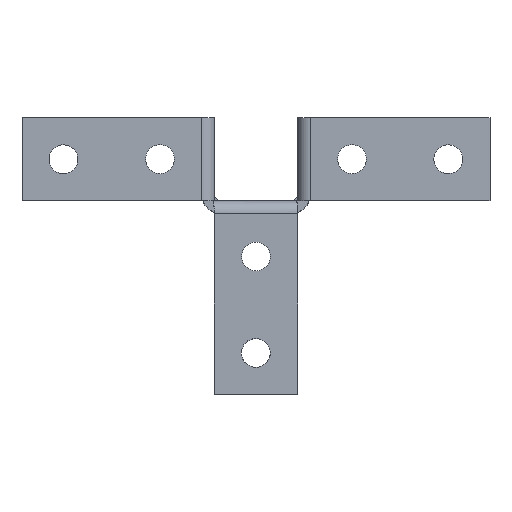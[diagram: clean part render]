
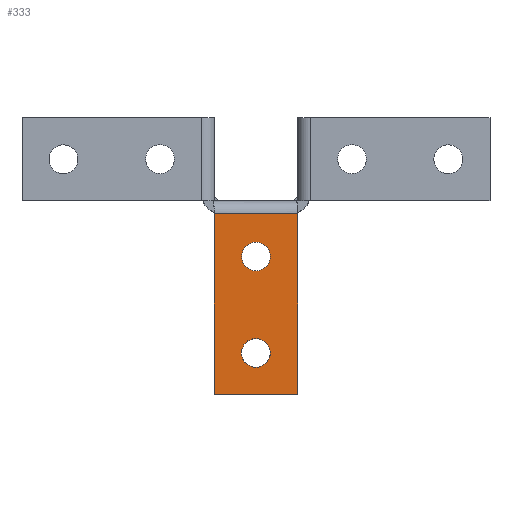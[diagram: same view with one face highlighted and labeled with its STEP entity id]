
A CAD part, top view. The second image highlights one B-rep face of the part: STEP entity #333.
In plain terms, the highlighted planar face has unit normal (0, 0, 1).
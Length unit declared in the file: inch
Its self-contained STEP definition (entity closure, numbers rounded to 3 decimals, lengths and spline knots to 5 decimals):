
#333=ADVANCED_FACE('',(#691,#692,#693),#694,.T.);
#691=FACE_BOUND('',#1346,.T.);
#692=FACE_BOUND('',#1347,.T.);
#693=FACE_OUTER_BOUND('',#1348,.T.);
#694=PLANE('',#1349);
#1346=EDGE_LOOP('',(#2263,#2264,#2265,#2266));
#1347=EDGE_LOOP('',(#2267,#2268,#2269,#2270));
#1348=EDGE_LOOP('',(#2271,#2272,#2273,#2274));
#1349=AXIS2_PLACEMENT_3D('',#2275,#2276,#2277);
#2263=ORIENTED_EDGE('',*,*,#2455,.T.);
#2264=ORIENTED_EDGE('',*,*,#2766,.T.);
#2265=ORIENTED_EDGE('',*,*,#2763,.T.);
#2266=ORIENTED_EDGE('',*,*,#2368,.T.);
#2267=ORIENTED_EDGE('',*,*,#2767,.F.);
#2268=ORIENTED_EDGE('',*,*,#2444,.F.);
#2269=ORIENTED_EDGE('',*,*,#2752,.F.);
#2270=ORIENTED_EDGE('',*,*,#2399,.F.);
#2271=ORIENTED_EDGE('',*,*,#2511,.F.);
#2272=ORIENTED_EDGE('',*,*,#2691,.F.);
#2273=ORIENTED_EDGE('',*,*,#2759,.T.);
#2274=ORIENTED_EDGE('',*,*,#2624,.F.);
#2275=CARTESIAN_POINT('',(-0.00023,13.73439,-5.35242));
#2276=DIRECTION('',(0.0,0.0,1.0));
#2277=DIRECTION('',(1.0,0.0,0.0));
#2368=EDGE_CURVE('',#2806,#2804,#2807,.T.);
#2399=EDGE_CURVE('',#2861,#2862,#2863,.T.);
#2444=EDGE_CURVE('',#2936,#2937,#2938,.T.);
#2455=EDGE_CURVE('',#2804,#2953,#2955,.T.);
#2511=EDGE_CURVE('',#3046,#3048,#3049,.T.);
#2624=EDGE_CURVE('',#3048,#3217,#3222,.T.);
#2691=EDGE_CURVE('',#3313,#3046,#3314,.T.);
#2752=EDGE_CURVE('',#2862,#2936,#3384,.T.);
#2759=EDGE_CURVE('',#3313,#3217,#3393,.T.);
#2763=EDGE_CURVE('',#3397,#2806,#3398,.T.);
#2766=EDGE_CURVE('',#2953,#3397,#3401,.T.);
#2767=EDGE_CURVE('',#2937,#2861,#3402,.T.);
#2804=VERTEX_POINT('',#3456);
#2806=VERTEX_POINT('',#3459);
#2807=B_SPLINE_CURVE_WITH_KNOTS('',3,(#3460,#3461,#3462,#3463,#3464,#3465,#3466,#3467,#3468,#3469,#3470,#3471),.UNSPECIFIED.,.F.,.F.,(4,2,2,2,2,4),(0.0,0.10866,0.21665,0.32773,0.38464,0.44334),.UNSPECIFIED.);
#2861=VERTEX_POINT('',#3571);
#2862=VERTEX_POINT('',#3572);
#2863=B_SPLINE_CURVE_WITH_KNOTS('',3,(#3573,#3574,#3575,#3576),.UNSPECIFIED.,.F.,.F.,(4,4),(-80.0,-0.0),.UNSPECIFIED.);
#2936=VERTEX_POINT('',#3774);
#2937=VERTEX_POINT('',#3775);
#2938=B_SPLINE_CURVE_WITH_KNOTS('',3,(#3776,#3777,#3778,#3779),.UNSPECIFIED.,.F.,.F.,(4,4),(-80.0,-0.0),.UNSPECIFIED.);
#2953=VERTEX_POINT('',#3813);
#2955=B_SPLINE_CURVE_WITH_KNOTS('',3,(#3816,#3817,#3818,#3819,#3820,#3821,#3822,#3823,#3824,#3825,#3826,#3827),.UNSPECIFIED.,.F.,.F.,(4,2,2,2,2,4),(0.0,0.10866,0.21665,0.32773,0.38464,0.44334),.UNSPECIFIED.);
#3046=VERTEX_POINT('',#4095);
#3048=VERTEX_POINT('',#4098);
#3049=LINE('',#4099,#4100);
#3217=VERTEX_POINT('',#4489);
#3222=LINE('',#4495,#4496);
#3313=VERTEX_POINT('',#4857);
#3314=LINE('',#4858,#4859);
#3384=B_SPLINE_CURVE_WITH_KNOTS('',3,(#5058,#5059,#5060,#5061),.UNSPECIFIED.,.F.,.F.,(4,4),(-80.0,-0.0),.UNSPECIFIED.);
#3393=LINE('',#5076,#5077);
#3397=VERTEX_POINT('',#5081);
#3398=B_SPLINE_CURVE_WITH_KNOTS('',3,(#5082,#5083,#5084,#5085,#5086,#5087,#5088,#5089,#5090,#5091,#5092,#5093),.UNSPECIFIED.,.F.,.F.,(4,2,2,2,2,4),(0.0,0.10867,0.21666,0.32773,0.38465,0.44334),.UNSPECIFIED.);
#3401=B_SPLINE_CURVE_WITH_KNOTS('',3,(#5097,#5098,#5099,#5100,#5101,#5102,#5103,#5104,#5105,#5106,#5107,#5108),.UNSPECIFIED.,.F.,.F.,(4,2,2,2,2,4),(0.0,0.10867,0.21666,0.32773,0.38465,0.44334),.UNSPECIFIED.);
#3402=B_SPLINE_CURVE_WITH_KNOTS('',3,(#5109,#5110,#5111,#5112),.UNSPECIFIED.,.F.,.F.,(4,4),(-80.0,-0.0),.UNSPECIFIED.);
#3456=CARTESIAN_POINT('',(-0.28352,14.54163,-5.35242));
#3459=CARTESIAN_POINT('',(-0.00268,14.26079,-5.35242));
#3460=CARTESIAN_POINT('',(-0.00268,14.26079,-5.35242));
#3461=CARTESIAN_POINT('',(-0.0389,14.26079,-5.35242));
#3462=CARTESIAN_POINT('',(-0.07451,14.26765,-5.35242));
#3463=CARTESIAN_POINT('',(-0.14133,14.2947,-5.35242));
#3464=CARTESIAN_POINT('',(-0.17173,14.31451,-5.35242));
#3465=CARTESIAN_POINT('',(-0.22416,14.36506,-5.35242));
#3466=CARTESIAN_POINT('',(-0.24552,14.3957,-5.35242));
#3467=CARTESIAN_POINT('',(-0.26784,14.44694,-5.35242));
#3468=CARTESIAN_POINT('',(-0.27361,14.46501,-5.35242));
#3469=CARTESIAN_POINT('',(-0.28153,14.50266,-5.35242));
#3470=CARTESIAN_POINT('',(-0.28352,14.5221,-5.35242));
#3471=CARTESIAN_POINT('',(-0.28352,14.54163,-5.35242));
#3571=CARTESIAN_POINT('',(-0.28053,16.41914,-5.35242));
#3572=CARTESIAN_POINT('',(-0.00023,16.13884,-5.35242));
#3573=CARTESIAN_POINT('',(-0.28053,16.41914,-5.35242));
#3574=CARTESIAN_POINT('',(-0.28053,16.26434,-5.35242));
#3575=CARTESIAN_POINT('',(-0.15503,16.13884,-5.35242));
#3576=CARTESIAN_POINT('',(-0.00023,16.13884,-5.35242));
#3774=CARTESIAN_POINT('',(0.28008,16.41914,-5.35242));
#3775=CARTESIAN_POINT('',(-0.00023,16.69944,-5.35242));
#3776=CARTESIAN_POINT('',(0.28008,16.41914,-5.35242));
#3777=CARTESIAN_POINT('',(0.28008,16.57395,-5.35242));
#3778=CARTESIAN_POINT('',(0.15457,16.69944,-5.35242));
#3779=CARTESIAN_POINT('',(-0.00023,16.69944,-5.35242));
#3813=CARTESIAN_POINT('',(-0.00268,14.82248,-5.35242));
#3816=CARTESIAN_POINT('',(-0.28352,14.54163,-5.35242));
#3817=CARTESIAN_POINT('',(-0.28352,14.57785,-5.35242));
#3818=CARTESIAN_POINT('',(-0.27667,14.61347,-5.35242));
#3819=CARTESIAN_POINT('',(-0.24961,14.68028,-5.35242));
#3820=CARTESIAN_POINT('',(-0.22981,14.71068,-5.35242));
#3821=CARTESIAN_POINT('',(-0.17926,14.76312,-5.35242));
#3822=CARTESIAN_POINT('',(-0.14861,14.78447,-5.35242));
#3823=CARTESIAN_POINT('',(-0.09737,14.80679,-5.35242));
#3824=CARTESIAN_POINT('',(-0.07931,14.81256,-5.35242));
#3825=CARTESIAN_POINT('',(-0.04166,14.82048,-5.35242));
#3826=CARTESIAN_POINT('',(-0.02222,14.82248,-5.35242));
#3827=CARTESIAN_POINT('',(-0.00268,14.82248,-5.35242));
#4095=CARTESIAN_POINT('',(-0.80998,13.73439,-5.35242));
#4098=CARTESIAN_POINT('',(-0.80998,17.25381,-5.35242));
#4099=CARTESIAN_POINT('',(-0.80998,13.73439,-5.35242));
#4100=VECTOR('',#5224,1.);
#4489=CARTESIAN_POINT('',(0.80952,17.25381,-5.35242));
#4495=CARTESIAN_POINT('',(-0.6854,17.25381,-5.35242));
#4496=VECTOR('',#5298,1.0);
#4857=CARTESIAN_POINT('',(0.80952,13.73439,-5.35242));
#4858=CARTESIAN_POINT('',(-0.80998,13.73439,-5.35242));
#4859=VECTOR('',#5327,1.0);
#5058=CARTESIAN_POINT('',(-0.00023,16.13884,-5.35242));
#5059=CARTESIAN_POINT('',(0.15457,16.13884,-5.35242));
#5060=CARTESIAN_POINT('',(0.28008,16.26434,-5.35242));
#5061=CARTESIAN_POINT('',(0.28008,16.41914,-5.35242));
#5076=CARTESIAN_POINT('',(0.80952,13.73439,-5.35242));
#5077=VECTOR('',#5357,1.);
#5081=CARTESIAN_POINT('',(0.27816,14.54163,-5.35242));
#5082=CARTESIAN_POINT('',(0.27816,14.54163,-5.35242));
#5083=CARTESIAN_POINT('',(0.27816,14.50541,-5.35242));
#5084=CARTESIAN_POINT('',(0.27131,14.4698,-5.35242));
#5085=CARTESIAN_POINT('',(0.24425,14.40298,-5.35242));
#5086=CARTESIAN_POINT('',(0.22445,14.37258,-5.35242));
#5087=CARTESIAN_POINT('',(0.17389,14.32015,-5.35242));
#5088=CARTESIAN_POINT('',(0.14325,14.29879,-5.35242));
#5089=CARTESIAN_POINT('',(0.09201,14.27647,-5.35242));
#5090=CARTESIAN_POINT('',(0.07395,14.2707,-5.35242));
#5091=CARTESIAN_POINT('',(0.0363,14.26279,-5.35242));
#5092=CARTESIAN_POINT('',(0.01686,14.26079,-5.35242));
#5093=CARTESIAN_POINT('',(-0.00268,14.26079,-5.35242));
#5097=CARTESIAN_POINT('',(-0.00268,14.82248,-5.35242));
#5098=CARTESIAN_POINT('',(0.03354,14.82248,-5.35242));
#5099=CARTESIAN_POINT('',(0.06916,14.81562,-5.35242));
#5100=CARTESIAN_POINT('',(0.13597,14.78857,-5.35242));
#5101=CARTESIAN_POINT('',(0.16637,14.76876,-5.35242));
#5102=CARTESIAN_POINT('',(0.2188,14.71821,-5.35242));
#5103=CARTESIAN_POINT('',(0.24016,14.68757,-5.35242));
#5104=CARTESIAN_POINT('',(0.26248,14.63633,-5.35242));
#5105=CARTESIAN_POINT('',(0.26825,14.61826,-5.35242));
#5106=CARTESIAN_POINT('',(0.27617,14.58061,-5.35242));
#5107=CARTESIAN_POINT('',(0.27816,14.56117,-5.35242));
#5108=CARTESIAN_POINT('',(0.27816,14.54163,-5.35242));
#5109=CARTESIAN_POINT('',(-0.00023,16.69944,-5.35242));
#5110=CARTESIAN_POINT('',(-0.15503,16.69944,-5.35242));
#5111=CARTESIAN_POINT('',(-0.28053,16.57395,-5.35242));
#5112=CARTESIAN_POINT('',(-0.28053,16.41914,-5.35242));
#5224=DIRECTION('',(0.0,1.0,0.0));
#5298=DIRECTION('',(1.0,0.0,0.0));
#5327=DIRECTION('',(-1.0,0.0,0.0));
#5357=DIRECTION('',(0.0,1.0,0.0));
